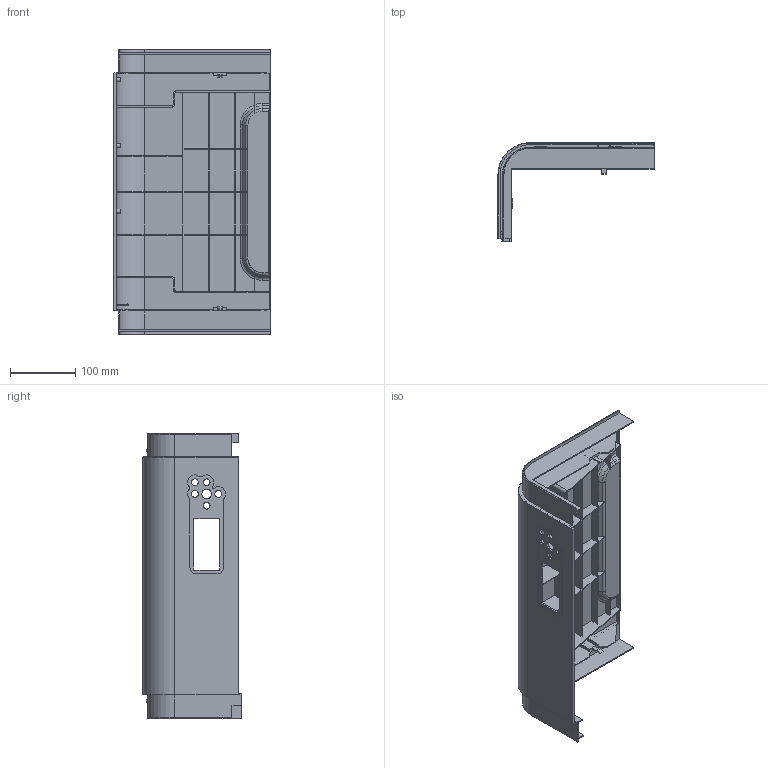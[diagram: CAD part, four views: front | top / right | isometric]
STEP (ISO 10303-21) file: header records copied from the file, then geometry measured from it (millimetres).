
FILE_DESCRIPTION(/* description */ ('','CAx-IF Rec.Pracs.---Representation and Presentation of Product Manufacturing Information (PMI)---4.0---2014-10-13'),/* implementation_level */ '2;1');
FILE_NAME(/* name */ 'Top Front Cover v2.step',/* time_stamp */ '2024-12-15T16:25:56-05:00',/* author */ (''),/* organization */ (''),/* preprocessor_version */ 'ST-DEVELOPER v20',/* originating_system */ 'Autodesk Translation Framework v13.20.0.188',/* authorisation */ '');
FILE_SCHEMA (('AP242_MANAGED_MODEL_BASED_3D_ENGINEERING_MIM_LF { 1 0 10303 442 1 1 4 }'));
Length unit declared in the file: millimetre
Products named in the file (1): Top Front Cover
Bounding box: 240 x 151 x 437.6 mm (x, y, z)
Volume: 586716.7 mm3; surface area: 482077.6 mm2
Topology: 1 solids, 1 shells, 391 faces, 1056 edges, 681 vertices
Faces by surface type: plane 282, cylinder 72, bspline 24, torus 10, cone 3
Full cylindrical faces by diameter (mm): 2.5 x6, 6.5 x6, 10.5 x5, 14.75 x1
Entity records: 12457 total; most frequent: CARTESIAN_POINT 2515, ORIENTED_EDGE 2112, DIRECTION 1978, EDGE_CURVE 1056, LINE 832, VECTOR 832, VERTEX_POINT 681, AXIS2_PLACEMENT_3D 573
